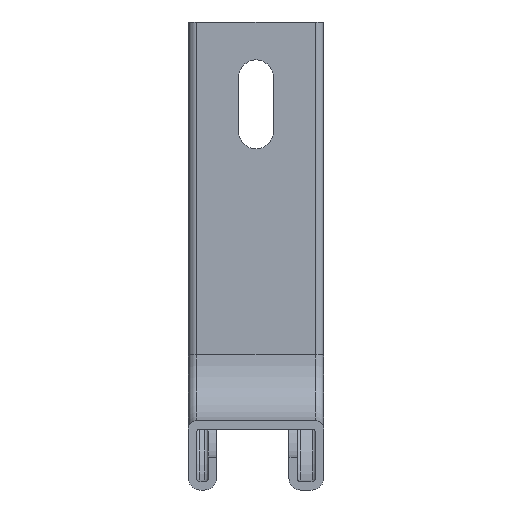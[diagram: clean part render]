
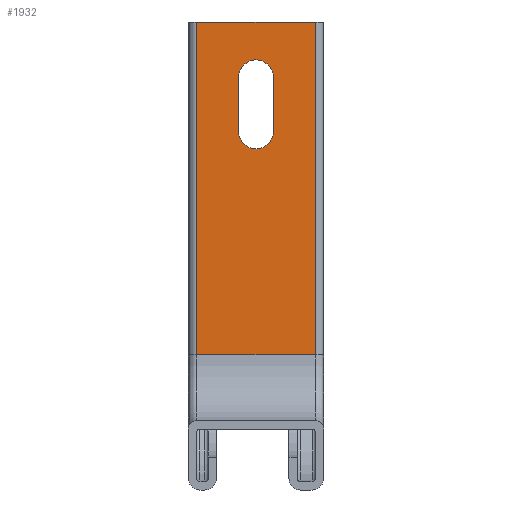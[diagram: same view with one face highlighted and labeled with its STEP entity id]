
A CAD part, front view. The second image highlights one B-rep face of the part: STEP entity #1932.
In plain terms, the highlighted planar face has unit normal (0, -1, 0).
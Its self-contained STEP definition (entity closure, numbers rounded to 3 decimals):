
#53 = CARTESIAN_POINT ( 'NONE',  ( 18., 0., 0. ) ) ;
#60 = CARTESIAN_POINT ( 'NONE',  ( -18., 0., -101. ) ) ;
#61 = CARTESIAN_POINT ( 'NONE',  ( -18., 0., 0. ) ) ;
#80 = CARTESIAN_POINT ( 'NONE',  ( -5.25, 0., -16.75 ) ) ;
#159 = EDGE_CURVE ( 'NONE', #221, #219, #1092, .T. ) ;
#160 = EDGE_CURVE ( 'NONE', #221, #210, #1086, .T. ) ;
#161 = EDGE_CURVE ( 'NONE', #298, #210, #1095, .T. ) ;
#162 = EDGE_CURVE ( 'NONE', #219, #298, #1097, .T. ) ;
#163 = EDGE_CURVE ( 'NONE', #374, #259, #1099, .T. ) ;
#165 = EDGE_CURVE ( 'NONE', #259, #251, #1101, .T. ) ;
#167 = EDGE_CURVE ( 'NONE', #332, #251, #1103, .T. ) ;
#170 = EDGE_CURVE ( 'NONE', #332, #374, #1112, .T. ) ;
#210 = VERTEX_POINT ( 'NONE', #53 ) ;
#219 = VERTEX_POINT ( 'NONE', #60 ) ;
#221 = VERTEX_POINT ( 'NONE', #61 ) ;
#251 = VERTEX_POINT ( 'NONE', #2746 ) ;
#259 = VERTEX_POINT ( 'NONE', #2756 ) ;
#298 = VERTEX_POINT ( 'NONE', #2791 ) ;
#332 = VERTEX_POINT ( 'NONE', #2811 ) ;
#374 = VERTEX_POINT ( 'NONE', #80 ) ;
#468 = CARTESIAN_POINT ( 'NONE',  ( 5.25, 0., 0. ) ) ;
#469 = CARTESIAN_POINT ( 'NONE',  ( 0., 0., -33.25 ) ) ;
#470 = DIRECTION ( 'NONE',  ( 0., -1., 0. ) ) ;
#471 = DIRECTION ( 'NONE',  ( 1., 0., 0. ) ) ;
#473 = DIRECTION ( 'NONE',  ( 0., 0., -1. ) ) ;
#480 = CARTESIAN_POINT ( 'NONE',  ( 0., 0., -16.75 ) ) ;
#481 = DIRECTION ( 'NONE',  ( 0., -1., 0. ) ) ;
#482 = DIRECTION ( 'NONE',  ( 1., 0., 0. ) ) ;
#525 = AXIS2_PLACEMENT_3D ( 'NONE', #469, #470, #471 ) ;
#526 = AXIS2_PLACEMENT_3D ( 'NONE', #480, #481, #482 ) ;
#1086 = LINE ( 'NONE', #2665, #1096 ) ;
#1092 = LINE ( 'NONE', #2659, #1094 ) ;
#1094 = VECTOR ( 'NONE', #2660, 1000. ) ;
#1095 = LINE ( 'NONE', #2670, #1098 ) ;
#1096 = VECTOR ( 'NONE', #2669, 1000. ) ;
#1097 = LINE ( 'NONE', #2672, #1100 ) ;
#1098 = VECTOR ( 'NONE', #2671, 1000. ) ;
#1099 = LINE ( 'NONE', #2674, #1102 ) ;
#1100 = VECTOR ( 'NONE', #2673, 1000. ) ;
#1101 = CIRCLE ( 'NONE', #525, 5.25 ) ;
#1102 = VECTOR ( 'NONE', #2676, 1000. ) ;
#1103 = LINE ( 'NONE', #468, #1109 ) ;
#1109 = VECTOR ( 'NONE', #473, 1000. ) ;
#1112 = CIRCLE ( 'NONE', #526, 5.25 ) ;
#1178 = EDGE_LOOP ( 'NONE', ( #2832, #2849, #2829, #2858 ) ) ;
#1197 = EDGE_LOOP ( 'NONE', ( #2831, #2850, #2827, #2848 ) ) ;
#1855 = CARTESIAN_POINT ( 'NONE',  ( -20.5, 0., -101. ) ) ;
#1859 = PLANE ( 'NONE',  #2319 ) ;
#1864 = DIRECTION ( 'NONE',  ( 0., -1., 0. ) ) ;
#1865 = DIRECTION ( 'NONE',  ( 1., 0., 0. ) ) ;
#1932 = ADVANCED_FACE ( 'NONE', ( #2064, #2076 ), #1859, .T. ) ;
#2064 = FACE_BOUND ( 'NONE', #1178, .T. ) ;
#2076 = FACE_OUTER_BOUND ( 'NONE', #1197, .T. ) ;
#2319 = AXIS2_PLACEMENT_3D ( 'NONE', #1855, #1864, #1865 ) ;
#2659 = CARTESIAN_POINT ( 'NONE',  ( -18., 0., -101. ) ) ;
#2660 = DIRECTION ( 'NONE',  ( 0., 0., -1. ) ) ;
#2665 = CARTESIAN_POINT ( 'NONE',  ( -20.5, 0., 0. ) ) ;
#2669 = DIRECTION ( 'NONE',  ( 1., 0., 0. ) ) ;
#2670 = CARTESIAN_POINT ( 'NONE',  ( 18., 0., -101. ) ) ;
#2671 = DIRECTION ( 'NONE',  ( 0., 0., 1. ) ) ;
#2672 = CARTESIAN_POINT ( 'NONE',  ( -20.5, 0., -101. ) ) ;
#2673 = DIRECTION ( 'NONE',  ( 1., 0., 0. ) ) ;
#2674 = CARTESIAN_POINT ( 'NONE',  ( -5.25, 0., 0. ) ) ;
#2676 = DIRECTION ( 'NONE',  ( 0., 0., -1. ) ) ;
#2746 = CARTESIAN_POINT ( 'NONE',  ( 5.25, 0., -33.25 ) ) ;
#2756 = CARTESIAN_POINT ( 'NONE',  ( -5.25, 0., -33.25 ) ) ;
#2791 = CARTESIAN_POINT ( 'NONE',  ( 18., 0., -101. ) ) ;
#2811 = CARTESIAN_POINT ( 'NONE',  ( 5.25, 0., -16.75 ) ) ;
#2827 = ORIENTED_EDGE ( 'NONE', *, *, #160, .F. ) ;
#2829 = ORIENTED_EDGE ( 'NONE', *, *, #167, .T. ) ;
#2831 = ORIENTED_EDGE ( 'NONE', *, *, #162, .T. ) ;
#2832 = ORIENTED_EDGE ( 'NONE', *, *, #163, .F. ) ;
#2848 = ORIENTED_EDGE ( 'NONE', *, *, #159, .T. ) ;
#2849 = ORIENTED_EDGE ( 'NONE', *, *, #170, .F. ) ;
#2850 = ORIENTED_EDGE ( 'NONE', *, *, #161, .T. ) ;
#2858 = ORIENTED_EDGE ( 'NONE', *, *, #165, .F. ) ;
